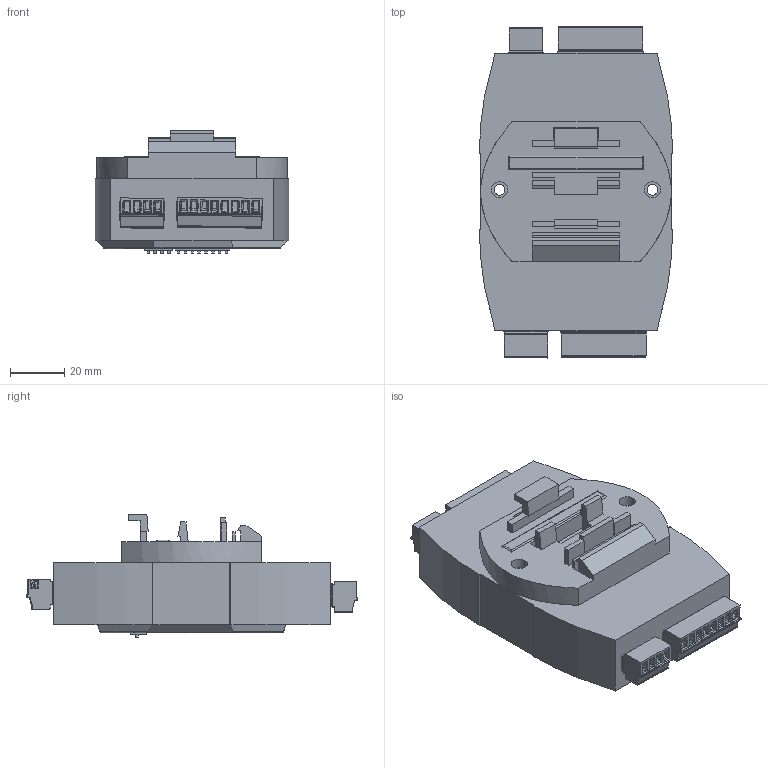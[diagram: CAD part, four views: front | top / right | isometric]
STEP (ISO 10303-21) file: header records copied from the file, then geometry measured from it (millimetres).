
FILE_DESCRIPTION (( 'STEP AP203' ), '1' );
FILE_NAME ('GCAN-4048、4068三维图纸.STEP', '2024-03-21T03:23:03', ( '' ), ( '' ), 'SwSTEP 2.0', 'SolidWorks 2023', '' );
FILE_SCHEMA (( 'CONFIG_CONTROL_DESIGN' ));
Length unit declared in the file: millimetre
Products named in the file (1): GCAN-4048、4068三维图纸
Bounding box: 71.59 x 122.93 x 45.53 mm (x, y, z)
Volume: 164415.8 mm3; surface area: 54759.5 mm2
Topology: 11 solids, 12 shells, 4534 faces, 11971 edges, 7788 vertices
Faces by surface type: plane 3075, cylinder 1137, cone 115, torus 92, bspline 69, sphere 46
Entity records: 154256 total; most frequent: CARTESIAN_POINT 44161, ORIENTED_EDGE 23606, DIRECTION 21599, EDGE_CURVE 11803, LINE 8371, VECTOR 8371, VERTEX_POINT 7696, AXIS2_PLACEMENT_3D 6614
